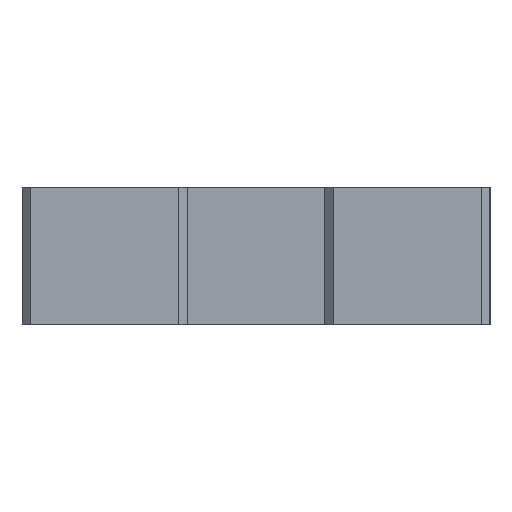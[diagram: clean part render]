
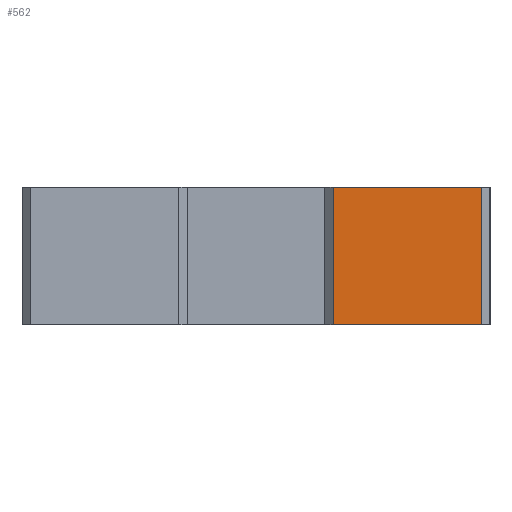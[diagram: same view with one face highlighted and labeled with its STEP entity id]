
A CAD part, left-side view. The second image highlights one B-rep face of the part: STEP entity #562.
In plain terms, the highlighted planar face has unit normal (-1, 0, 0).
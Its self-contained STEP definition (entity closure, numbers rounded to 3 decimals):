
#46=DIRECTION('',(0.,-1.,0.));
#47=VECTOR('',#46,5.4);
#48=CARTESIAN_POINT('',(-28.,-2.8,-2.5));
#49=LINE('',#48,#47);
#86=DIRECTION('',(0.,0.,-1.));
#87=VECTOR('',#86,5.);
#88=CARTESIAN_POINT('',(-28.,-8.2,2.5));
#89=LINE('',#88,#87);
#90=DIRECTION('',(0.,0.,-1.));
#91=VECTOR('',#90,5.);
#92=CARTESIAN_POINT('',(-28.,-2.8,2.5));
#93=LINE('',#92,#91);
#198=DIRECTION('',(0.,-1.,0.));
#199=VECTOR('',#198,5.4);
#200=CARTESIAN_POINT('',(-28.,-2.8,2.5));
#201=LINE('',#200,#199);
#387=CARTESIAN_POINT('',(-28.,-8.2,-2.5));
#389=VERTEX_POINT('',#387);
#390=CARTESIAN_POINT('',(-28.,-8.2,2.5));
#391=VERTEX_POINT('',#390);
#410=CARTESIAN_POINT('',(-28.,-2.8,-2.5));
#412=VERTEX_POINT('',#410);
#416=CARTESIAN_POINT('',(-28.,-2.8,2.5));
#417=VERTEX_POINT('',#416);
#549=CARTESIAN_POINT('',(-28.,-2.5,-2.5));
#550=DIRECTION('',(-1.,0.,0.));
#551=DIRECTION('',(0.,-1.,0.));
#552=AXIS2_PLACEMENT_3D('',#549,#550,#551);
#553=PLANE('',#552);
#554=ORIENTED_EDGE('',*,*,#541,.T.);
#555=ORIENTED_EDGE('',*,*,#485,.F.);
#557=ORIENTED_EDGE('',*,*,#556,.F.);
#559=ORIENTED_EDGE('',*,*,#558,.T.);
#560=EDGE_LOOP('',(#554,#555,#557,#559));
#561=FACE_OUTER_BOUND('',#560,.F.);
#562=ADVANCED_FACE('',(#561),#553,.T.);
#485=EDGE_CURVE('',#412,#389,#49,.T.);
#541=EDGE_CURVE('',#391,#389,#89,.T.);
#556=EDGE_CURVE('',#417,#412,#93,.T.);
#558=EDGE_CURVE('',#417,#391,#201,.T.);
